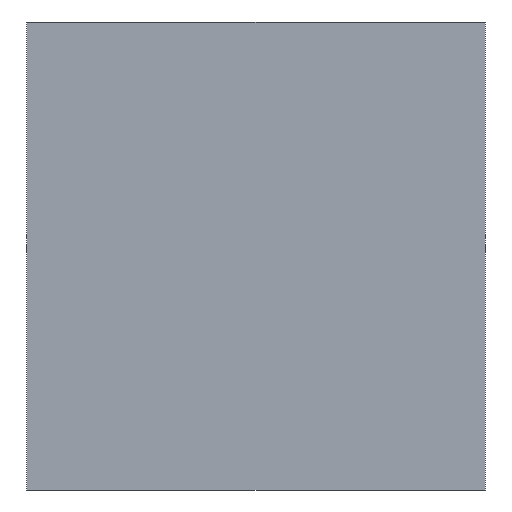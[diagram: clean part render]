
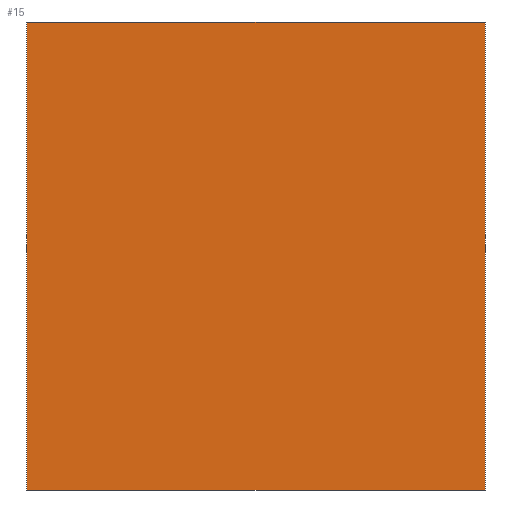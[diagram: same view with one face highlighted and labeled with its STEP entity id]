
A CAD part, front view. The second image highlights one B-rep face of the part: STEP entity #15.
In plain terms, the highlighted planar face has unit normal (0, -1, 0).
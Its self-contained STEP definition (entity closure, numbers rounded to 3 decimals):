
#15=ADVANCED_FACE('',(#21),#89,.T.);
#21=FACE_OUTER_BOUND('',#27,.T.);
#27=EDGE_LOOP('',(#33,#34,#35,#36));
#33=ORIENTED_EDGE('',*,*,#57,.T.);
#34=ORIENTED_EDGE('',*,*,#58,.T.);
#35=ORIENTED_EDGE('',*,*,#59,.F.);
#36=ORIENTED_EDGE('',*,*,#60,.F.);
#57=EDGE_CURVE('',#81,#82,#69,.T.);
#58=EDGE_CURVE('',#82,#83,#70,.T.);
#59=EDGE_CURVE('',#84,#83,#71,.T.);
#60=EDGE_CURVE('',#81,#84,#72,.T.);
#69=B_SPLINE_CURVE_WITH_KNOTS('',1,(#147,#148),.UNSPECIFIED.,.F.,.F.,(2,
2),(0.,19.77),.UNSPECIFIED.);
#70=B_SPLINE_CURVE_WITH_KNOTS('',1,(#149,#150),.UNSPECIFIED.,.F.,.F.,(2,
2),(0.,20.184),.UNSPECIFIED.);
#71=B_SPLINE_CURVE_WITH_KNOTS('',1,(#151,#152),.UNSPECIFIED.,.F.,.F.,(2,
2),(0.,19.77),.UNSPECIFIED.);
#72=B_SPLINE_CURVE_WITH_KNOTS('',1,(#153,#154),.UNSPECIFIED.,.F.,.F.,(2,
2),(0.,20.184),.UNSPECIFIED.);
#81=VERTEX_POINT('',#139);
#82=VERTEX_POINT('',#140);
#83=VERTEX_POINT('',#141);
#84=VERTEX_POINT('',#142);
#89=PLANE('',#115);
#115=AXIS2_PLACEMENT_3D('',#133,#124,$);
#124=DIRECTION('',(0.,-1.,0.));
#133=CARTESIAN_POINT('',(-11.39,-7.456,0.));
#139=CARTESIAN_POINT('',(-11.39,-7.456,0.));
#140=CARTESIAN_POINT('',(8.38,-7.456,0.));
#141=CARTESIAN_POINT('',(8.38,-7.456,20.184));
#142=CARTESIAN_POINT('',(-11.39,-7.456,20.184));
#147=CARTESIAN_POINT('',(-11.39,-7.456,0.));
#148=CARTESIAN_POINT('',(8.38,-7.456,0.));
#149=CARTESIAN_POINT('',(8.38,-7.456,0.));
#150=CARTESIAN_POINT('',(8.38,-7.456,20.184));
#151=CARTESIAN_POINT('',(-11.39,-7.456,20.184));
#152=CARTESIAN_POINT('',(8.38,-7.456,20.184));
#153=CARTESIAN_POINT('',(-11.39,-7.456,0.));
#154=CARTESIAN_POINT('',(-11.39,-7.456,20.184));
